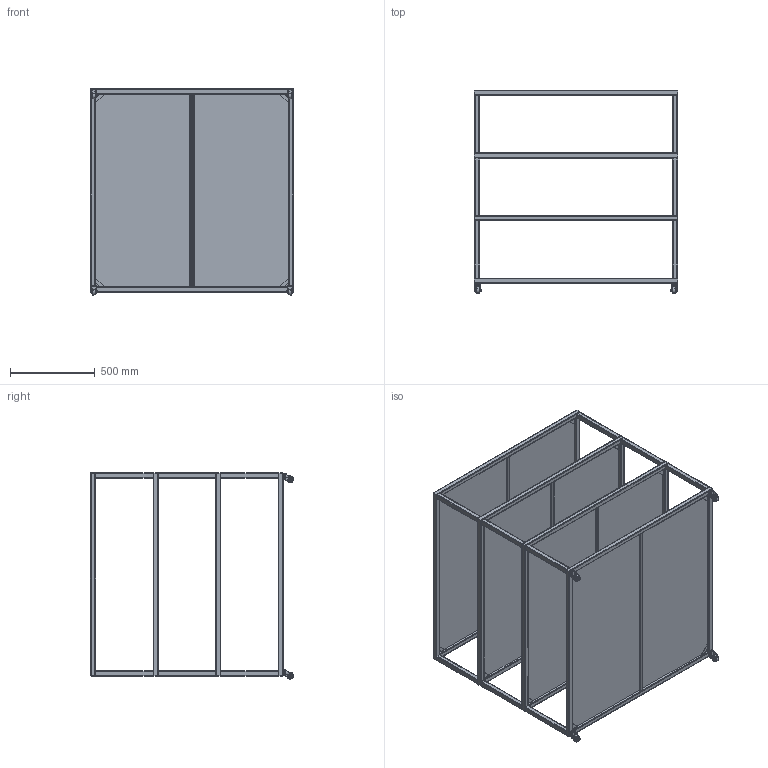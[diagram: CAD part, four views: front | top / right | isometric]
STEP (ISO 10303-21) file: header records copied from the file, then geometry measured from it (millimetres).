
FILE_DESCRIPTION (( 'STEP AP203' ), '1' );
FILE_NAME ('Sheet storage shelf.STEP', '2019-12-26T21:56:04', ( '' ), ( '' ), 'SwSTEP 2.0', 'SolidWorks 2016', '' );
FILE_SCHEMA (( 'CONFIG_CONTROL_DESIGN' ));
Length unit declared in the file: millimetre
Products named in the file (1): Sheet storage shelf
Bounding box: 1200 x 1199.96 x 1217.91 mm (x, y, z)
Volume: 82889897.7 mm3; surface area: 15985532 mm2
Topology: 112 solids, 112 shells, 1314 faces, 3094 edges, 2012 vertices
Faces by surface type: plane 696, cylinder 522, cone 96
Entity records: 38477 total; most frequent: CARTESIAN_POINT 8481, ORIENTED_EDGE 6188, DIRECTION 6096, EDGE_CURVE 3094, AXIS2_PLACEMENT_3D 2171, VERTEX_POINT 2012, VECTOR 1754, LINE 1754
